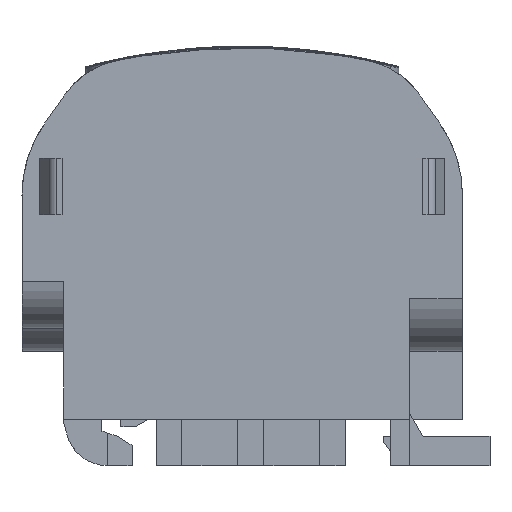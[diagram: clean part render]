
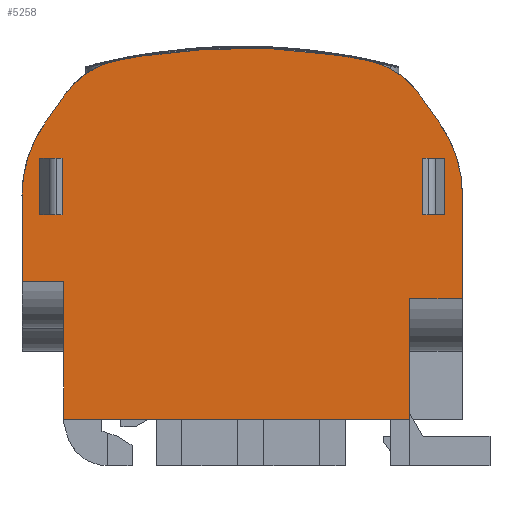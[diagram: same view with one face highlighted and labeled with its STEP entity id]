
A CAD part, left-side view. The second image highlights one B-rep face of the part: STEP entity #5258.
In plain terms, the highlighted planar face has unit normal (-1, 0, 0).
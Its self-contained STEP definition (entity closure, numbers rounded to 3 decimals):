
#189=AXIS2_PLACEMENT_3D('Circle Axis2P3D',#187,#188,$) ;
#322=AXIS2_PLACEMENT_3D('Circle Axis2P3D',#320,#321,$) ;
#503=AXIS2_PLACEMENT_3D('Circle Axis2P3D',#501,#502,$) ;
#861=AXIS2_PLACEMENT_3D('Circle Axis2P3D',#859,#860,$) ;
#4617=AXIS2_PLACEMENT_3D('Circle Axis2P3D',#4615,#4616,$) ;
#4844=AXIS2_PLACEMENT_3D('Circle Axis2P3D',#4842,#4843,$) ;
#5051=AXIS2_PLACEMENT_3D('Circle Axis2P3D',#5049,#5050,$) ;
#5153=AXIS2_PLACEMENT_3D('Plane Axis2P3D',#5150,#5151,#5152) ;
#184=CARTESIAN_POINT('Vertex',(6.823,41.092,48.359)) ;
#187=CARTESIAN_POINT('Axis2P3D Location',(6.823,29.25,-25.7)) ;
#191=CARTESIAN_POINT('Vertex',(6.823,17.922,48.44)) ;
#317=CARTESIAN_POINT('Vertex',(6.823,43.999,47.835)) ;
#320=CARTESIAN_POINT('Axis2P3D Location',(6.823,29.25,-25.701)) ;
#498=CARTESIAN_POINT('Vertex',(6.823,50.224,43.766)) ;
#501=CARTESIAN_POINT('Axis2P3D Location',(6.823,42.033,38.031)) ;
#673=CARTESIAN_POINT('Vertex',(6.823,52.537,40.463)) ;
#676=CARTESIAN_POINT('Line Origine',(6.823,51.381,42.115)) ;
#856=CARTESIAN_POINT('Vertex',(6.823,55.25,31.835)) ;
#859=CARTESIAN_POINT('Axis2P3D Location',(6.823,40.25,31.86)) ;
#955=CARTESIAN_POINT('Vertex',(6.823,55.25,21.74)) ;
#958=CARTESIAN_POINT('Line Origine',(6.823,55.25,26.787)) ;
#1613=CARTESIAN_POINT('Vertex',(6.823,50.3,5.5)) ;
#1616=CARTESIAN_POINT('Line Origine',(6.823,50.3,13.62)) ;
#1620=CARTESIAN_POINT('Vertex',(6.823,50.3,21.74)) ;
#2930=CARTESIAN_POINT('Vertex',(6.823,9.506,5.5)) ;
#2933=CARTESIAN_POINT('Line Origine',(6.823,29.903,5.5)) ;
#3757=CARTESIAN_POINT('Vertex',(6.823,3.25,31.835)) ;
#3760=CARTESIAN_POINT('Line Origine',(6.823,3.25,25.766)) ;
#3764=CARTESIAN_POINT('Vertex',(6.823,3.25,19.697)) ;
#4612=CARTESIAN_POINT('Vertex',(6.823,5.963,40.463)) ;
#4615=CARTESIAN_POINT('Axis2P3D Location',(6.823,18.25,31.86)) ;
#4731=CARTESIAN_POINT('Vertex',(6.823,8.276,43.766)) ;
#4734=CARTESIAN_POINT('Line Origine',(6.823,7.119,42.115)) ;
#4839=CARTESIAN_POINT('Vertex',(6.823,14.501,47.835)) ;
#4842=CARTESIAN_POINT('Axis2P3D Location',(6.823,16.467,38.031)) ;
#5049=CARTESIAN_POINT('Axis2P3D Location',(6.823,29.25,-25.701)) ;
#5150=CARTESIAN_POINT('Axis2P3D Location',(6.823,0.,0.)) ;
#5155=CARTESIAN_POINT('Line Origine',(6.823,9.506,12.599)) ;
#5159=CARTESIAN_POINT('Vertex',(6.823,9.506,19.697)) ;
#5162=CARTESIAN_POINT('Line Origine',(6.823,6.378,19.697)) ;
#5167=CARTESIAN_POINT('Line Origine',(6.823,52.775,21.74)) ;
#5190=CARTESIAN_POINT('Line Origine',(6.823,50.524,32.95)) ;
#5194=CARTESIAN_POINT('Vertex',(6.823,50.524,29.6)) ;
#5196=CARTESIAN_POINT('Vertex',(6.823,50.524,36.3)) ;
#5199=CARTESIAN_POINT('Line Origine',(6.823,51.187,29.6)) ;
#5203=CARTESIAN_POINT('Vertex',(6.823,51.85,29.6)) ;
#5206=CARTESIAN_POINT('Line Origine',(6.823,51.85,32.95)) ;
#5210=CARTESIAN_POINT('Vertex',(6.823,51.85,36.3)) ;
#5213=CARTESIAN_POINT('Line Origine',(6.823,51.187,36.3)) ;
#5224=CARTESIAN_POINT('Line Origine',(6.823,7.313,36.3)) ;
#5228=CARTESIAN_POINT('Vertex',(6.823,6.65,36.3)) ;
#5230=CARTESIAN_POINT('Vertex',(6.823,7.976,36.3)) ;
#5233=CARTESIAN_POINT('Line Origine',(6.823,6.65,32.95)) ;
#5237=CARTESIAN_POINT('Vertex',(6.823,6.65,29.6)) ;
#5240=CARTESIAN_POINT('Line Origine',(6.823,7.313,29.6)) ;
#5244=CARTESIAN_POINT('Vertex',(6.823,7.976,29.6)) ;
#5247=CARTESIAN_POINT('Line Origine',(6.823,7.976,32.95)) ;
#188=DIRECTION('Axis2P3D Direction',(-1.,0.,0.)) ;
#321=DIRECTION('Axis2P3D Direction',(-1.,0.,0.)) ;
#502=DIRECTION('Axis2P3D Direction',(-1.,0.,0.)) ;
#677=DIRECTION('Vector Direction',(0.,-0.574,0.819)) ;
#860=DIRECTION('Axis2P3D Direction',(-1.,0.,0.)) ;
#959=DIRECTION('Vector Direction',(0.,0.,1.)) ;
#1617=DIRECTION('Vector Direction',(0.,0.,-1.)) ;
#2934=DIRECTION('Vector Direction',(0.,1.,0.)) ;
#3761=DIRECTION('Vector Direction',(0.,0.,-1.)) ;
#4616=DIRECTION('Axis2P3D Direction',(-1.,0.,0.)) ;
#4735=DIRECTION('Vector Direction',(0.,-0.574,-0.819)) ;
#4843=DIRECTION('Axis2P3D Direction',(-1.,0.,0.)) ;
#5050=DIRECTION('Axis2P3D Direction',(-1.,0.,0.)) ;
#5151=DIRECTION('Axis2P3D Direction',(-1.,0.,0.)) ;
#5152=DIRECTION('Axis2P3D XDirection',(0.,-1.,0.)) ;
#5156=DIRECTION('Vector Direction',(0.,0.,-1.)) ;
#5163=DIRECTION('Vector Direction',(0.,-1.,0.)) ;
#5168=DIRECTION('Vector Direction',(0.,1.,0.)) ;
#5191=DIRECTION('Vector Direction',(0.,0.,1.)) ;
#5200=DIRECTION('Vector Direction',(0.,-1.,0.)) ;
#5207=DIRECTION('Vector Direction',(0.,0.,1.)) ;
#5214=DIRECTION('Vector Direction',(0.,-1.,0.)) ;
#5225=DIRECTION('Vector Direction',(0.,-1.,0.)) ;
#5234=DIRECTION('Vector Direction',(0.,0.,1.)) ;
#5241=DIRECTION('Vector Direction',(0.,-1.,0.)) ;
#5248=DIRECTION('Vector Direction',(0.,0.,1.)) ;
#678=VECTOR('Line Direction',#677,1.) ;
#960=VECTOR('Line Direction',#959,1.) ;
#1618=VECTOR('Line Direction',#1617,1.) ;
#2935=VECTOR('Line Direction',#2934,1.) ;
#3762=VECTOR('Line Direction',#3761,1.) ;
#4736=VECTOR('Line Direction',#4735,1.) ;
#5157=VECTOR('Line Direction',#5156,1.) ;
#5164=VECTOR('Line Direction',#5163,1.) ;
#5169=VECTOR('Line Direction',#5168,1.) ;
#5192=VECTOR('Line Direction',#5191,1.) ;
#5201=VECTOR('Line Direction',#5200,1.) ;
#5208=VECTOR('Line Direction',#5207,1.) ;
#5215=VECTOR('Line Direction',#5214,1.) ;
#5226=VECTOR('Line Direction',#5225,1.) ;
#5235=VECTOR('Line Direction',#5234,1.) ;
#5242=VECTOR('Line Direction',#5241,1.) ;
#5249=VECTOR('Line Direction',#5248,1.) ;
#5173=ORIENTED_EDGE('',*,*,#1622,.T.) ;
#5174=ORIENTED_EDGE('',*,*,#2937,.T.) ;
#5175=ORIENTED_EDGE('',*,*,#5161,.F.) ;
#5176=ORIENTED_EDGE('',*,*,#5166,.T.) ;
#5177=ORIENTED_EDGE('',*,*,#3766,.T.) ;
#5178=ORIENTED_EDGE('',*,*,#4619,.T.) ;
#5179=ORIENTED_EDGE('',*,*,#4738,.T.) ;
#5180=ORIENTED_EDGE('',*,*,#4846,.T.) ;
#5181=ORIENTED_EDGE('',*,*,#5053,.T.) ;
#5182=ORIENTED_EDGE('',*,*,#193,.T.) ;
#5183=ORIENTED_EDGE('',*,*,#324,.T.) ;
#5184=ORIENTED_EDGE('',*,*,#505,.T.) ;
#5185=ORIENTED_EDGE('',*,*,#680,.T.) ;
#5186=ORIENTED_EDGE('',*,*,#863,.T.) ;
#5187=ORIENTED_EDGE('',*,*,#962,.T.) ;
#5188=ORIENTED_EDGE('',*,*,#5171,.F.) ;
#5219=ORIENTED_EDGE('',*,*,#5198,.F.) ;
#5220=ORIENTED_EDGE('',*,*,#5205,.F.) ;
#5221=ORIENTED_EDGE('',*,*,#5212,.T.) ;
#5222=ORIENTED_EDGE('',*,*,#5217,.T.) ;
#5253=ORIENTED_EDGE('',*,*,#5232,.F.) ;
#5254=ORIENTED_EDGE('',*,*,#5239,.F.) ;
#5255=ORIENTED_EDGE('',*,*,#5246,.T.) ;
#5256=ORIENTED_EDGE('',*,*,#5251,.T.) ;
#5223=FACE_BOUND('',#5218,.T.) ;
#5257=FACE_BOUND('',#5252,.T.) ;
#5258=ADVANCED_FACE('Koerper.2',(#5189,#5223,#5257),#5154,.T.) ;
#190=CIRCLE('generated circle',#189,75.) ;
#323=CIRCLE('generated circle',#322,75.001) ;
#504=CIRCLE('generated circle',#503,10.) ;
#862=CIRCLE('generated circle',#861,15.) ;
#4618=CIRCLE('generated circle',#4617,15.) ;
#4845=CIRCLE('generated circle',#4844,10.) ;
#5052=CIRCLE('generated circle',#5051,75.001) ;
#193=EDGE_CURVE('',#192,#185,#190,.T.) ;
#324=EDGE_CURVE('',#185,#318,#323,.T.) ;
#505=EDGE_CURVE('',#318,#499,#504,.T.) ;
#680=EDGE_CURVE('',#499,#674,#679,.F.) ;
#863=EDGE_CURVE('',#674,#857,#862,.T.) ;
#962=EDGE_CURVE('',#857,#956,#961,.F.) ;
#1622=EDGE_CURVE('',#1621,#1614,#1619,.T.) ;
#2937=EDGE_CURVE('',#1614,#2931,#2936,.F.) ;
#3766=EDGE_CURVE('',#3765,#3758,#3763,.F.) ;
#4619=EDGE_CURVE('',#3758,#4613,#4618,.T.) ;
#4738=EDGE_CURVE('',#4613,#4732,#4737,.F.) ;
#4846=EDGE_CURVE('',#4732,#4840,#4845,.T.) ;
#5053=EDGE_CURVE('',#4840,#192,#5052,.T.) ;
#5161=EDGE_CURVE('',#5160,#2931,#5158,.T.) ;
#5166=EDGE_CURVE('',#5160,#3765,#5165,.T.) ;
#5171=EDGE_CURVE('',#1621,#956,#5170,.T.) ;
#5198=EDGE_CURVE('',#5195,#5197,#5193,.T.) ;
#5205=EDGE_CURVE('',#5204,#5195,#5202,.T.) ;
#5212=EDGE_CURVE('',#5204,#5211,#5209,.T.) ;
#5217=EDGE_CURVE('',#5211,#5197,#5216,.T.) ;
#5232=EDGE_CURVE('',#5229,#5231,#5227,.F.) ;
#5239=EDGE_CURVE('',#5238,#5229,#5236,.T.) ;
#5246=EDGE_CURVE('',#5238,#5245,#5243,.F.) ;
#5251=EDGE_CURVE('',#5245,#5231,#5250,.T.) ;
#5172=EDGE_LOOP('',(#5173,#5174,#5175,#5176,#5177,#5178,#5179,#5180,#5181,#5182,#5183,#5184,#5185,#5186,#5187,#5188)) ;
#5218=EDGE_LOOP('',(#5219,#5220,#5221,#5222)) ;
#5252=EDGE_LOOP('',(#5253,#5254,#5255,#5256)) ;
#5189=FACE_OUTER_BOUND('',#5172,.T.) ;
#679=LINE('Line',#676,#678) ;
#961=LINE('Line',#958,#960) ;
#1619=LINE('Line',#1616,#1618) ;
#2936=LINE('Line',#2933,#2935) ;
#3763=LINE('Line',#3760,#3762) ;
#4737=LINE('Line',#4734,#4736) ;
#5158=LINE('Line',#5155,#5157) ;
#5165=LINE('Line',#5162,#5164) ;
#5170=LINE('Line',#5167,#5169) ;
#5193=LINE('Line',#5190,#5192) ;
#5202=LINE('Line',#5199,#5201) ;
#5209=LINE('Line',#5206,#5208) ;
#5216=LINE('Line',#5213,#5215) ;
#5227=LINE('Line',#5224,#5226) ;
#5236=LINE('Line',#5233,#5235) ;
#5243=LINE('Line',#5240,#5242) ;
#5250=LINE('Line',#5247,#5249) ;
#5154=PLANE('',#5153) ;
#185=VERTEX_POINT('',#184) ;
#192=VERTEX_POINT('',#191) ;
#318=VERTEX_POINT('',#317) ;
#499=VERTEX_POINT('',#498) ;
#674=VERTEX_POINT('',#673) ;
#857=VERTEX_POINT('',#856) ;
#956=VERTEX_POINT('',#955) ;
#1614=VERTEX_POINT('',#1613) ;
#1621=VERTEX_POINT('',#1620) ;
#2931=VERTEX_POINT('',#2930) ;
#3758=VERTEX_POINT('',#3757) ;
#3765=VERTEX_POINT('',#3764) ;
#4613=VERTEX_POINT('',#4612) ;
#4732=VERTEX_POINT('',#4731) ;
#4840=VERTEX_POINT('',#4839) ;
#5160=VERTEX_POINT('',#5159) ;
#5195=VERTEX_POINT('',#5194) ;
#5197=VERTEX_POINT('',#5196) ;
#5204=VERTEX_POINT('',#5203) ;
#5211=VERTEX_POINT('',#5210) ;
#5229=VERTEX_POINT('',#5228) ;
#5231=VERTEX_POINT('',#5230) ;
#5238=VERTEX_POINT('',#5237) ;
#5245=VERTEX_POINT('',#5244) ;
